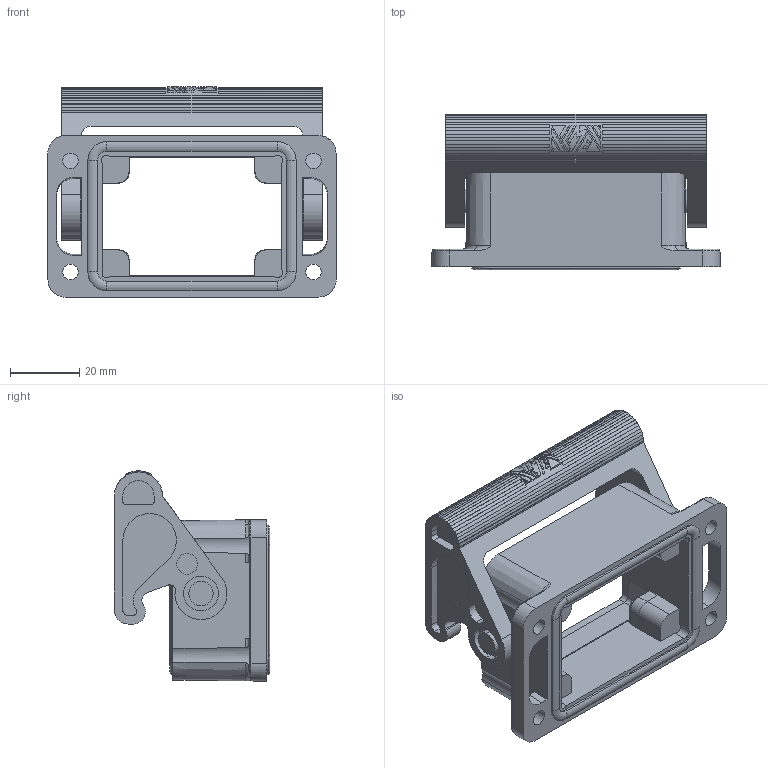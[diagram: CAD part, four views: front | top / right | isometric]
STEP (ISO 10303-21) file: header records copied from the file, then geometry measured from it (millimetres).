
FILE_DESCRIPTION(('Creo Elements/Direct Modeling STEP Export'),'2;1');
FILE_NAME('0ln7uvk53b4p8s64816','2020-06-22T 9:37:07',(''),(''),'Creo Elements/Direct Modeling STEP processor for AP214 (Solid Model)','Creo Elements/Direct Modeling 20.1B 02-Apr-2019 (C) Parametric Technology GmbH','');
FILE_SCHEMA(('AUTOMOTIVE_DESIGN { 1 0 10303 214 1 1 1 1 }'));
Length unit declared in the file: millimetre
Products named in the file (2): TCHI_06_LB
Assembly tree (1 placements, depth 2):
  TCHI_06_LB
    TCHI_06_LB
Bounding box: 83 x 44.83 x 60.54 mm (x, y, z)
Volume: 52030.3 mm3; surface area: 27037.3 mm2
Topology: 1 solids, 9 shells, 593 faces, 1719 edges, 1124 vertices
Faces by surface type: plane 290, cylinder 195, bspline 56, cone 32, torus 20
Entity records: 26752 total; most frequent: CARTESIAN_POINT 12193, ORIENTED_EDGE 3438, DIRECTION 2652, EDGE_CURVE 1719, VERTEX_POINT 1124, AXIS2_PLACEMENT_3D 895, VECTOR 862, LINE 862
